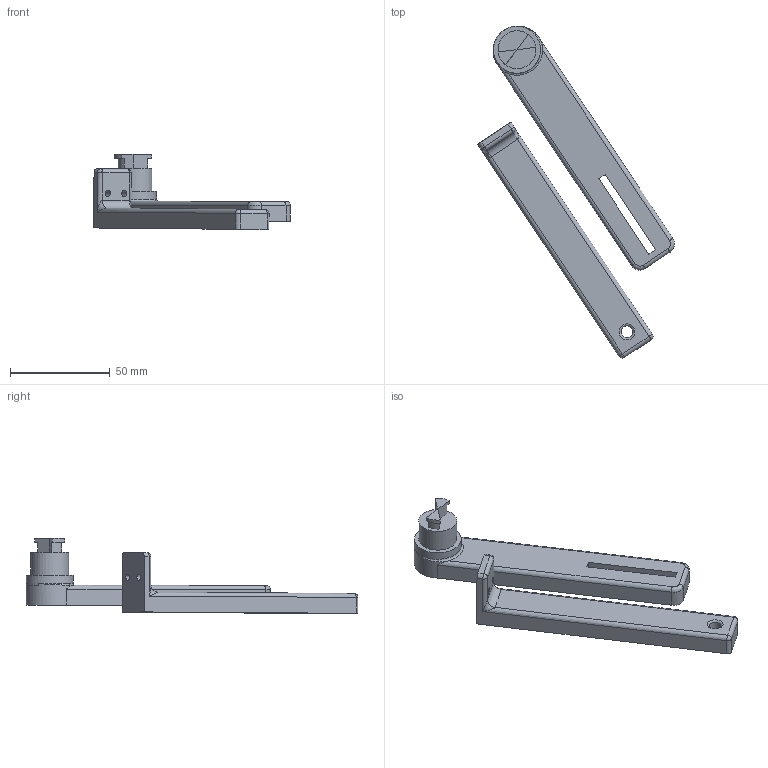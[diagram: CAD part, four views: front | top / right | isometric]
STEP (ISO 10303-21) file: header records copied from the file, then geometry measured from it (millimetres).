
FILE_DESCRIPTION(/* description */ (''),/* implementation_level */ '2;1');
FILE_NAME(/* name */ 'Loop FIlament Guide.step',/* time_stamp */ '2022-07-12T08:09:24-04:00',/* author */ (''),/* organization */ (''),/* preprocessor_version */ 'ST-DEVELOPER v19',/* originating_system */ 'Autodesk Translation Framework v11.7.0.108',/* authorisation */ '');
FILE_SCHEMA (('AUTOMOTIVE_DESIGN { 1 0 10303 214 3 1 1 }'));
Length unit declared in the file: millimetre
Products named in the file (1): Loop FIlament Guide
Bounding box: 98.85 x 166.68 x 37.75 mm (x, y, z)
Volume: 64920.5 mm3; surface area: 20726.7 mm2
Topology: 2 solids, 2 shells, 65 faces, 158 edges, 95 vertices
Faces by surface type: plane 28, cylinder 26, sphere 4, bspline 4, torus 3
Full cylindrical faces by diameter (mm): 3.2 x2, 6 x1, 19 x1, 23.6 x1
Entity records: 2136 total; most frequent: CARTESIAN_POINT 554, DIRECTION 337, ORIENTED_EDGE 310, EDGE_CURVE 155, AXIS2_PLACEMENT_3D 127, VERTEX_POINT 95, LINE 83, VECTOR 83
